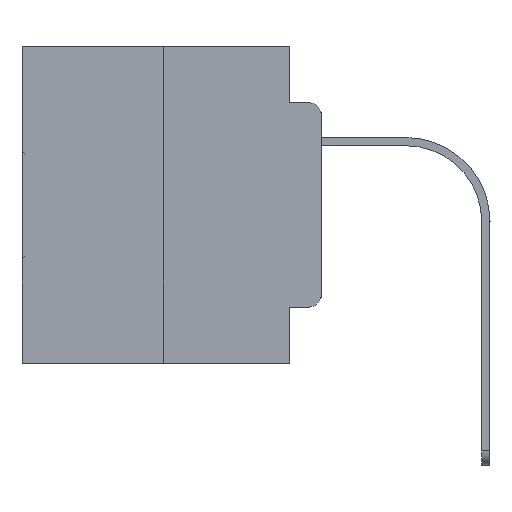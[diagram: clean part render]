
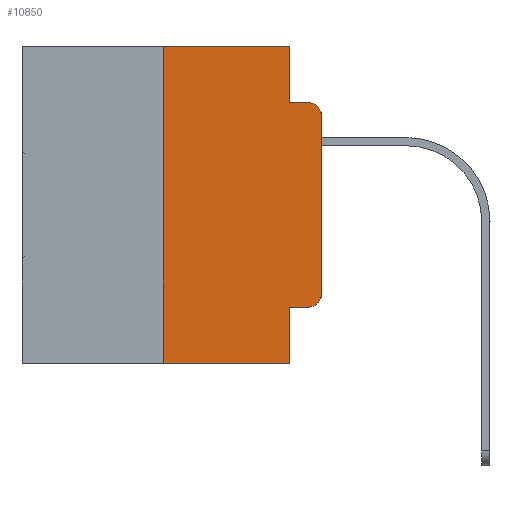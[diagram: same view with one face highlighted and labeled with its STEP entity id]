
A CAD part, left-side view. The second image highlights one B-rep face of the part: STEP entity #10850.
In plain terms, the highlighted planar face has unit normal (-1, 0, 0).
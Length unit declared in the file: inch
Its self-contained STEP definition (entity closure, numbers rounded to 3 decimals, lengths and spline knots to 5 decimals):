
#66 = EDGE_CURVE ( 'NONE', #11126, #10797, #19798, .T. ) ;
#213 = DIRECTION ( 'NONE',  ( 0., 0., 1. ) ) ;
#1168 = EDGE_CURVE ( 'NONE', #25801, #25831, #24257, .T. ) ;
#1313 = DIRECTION ( 'NONE',  ( -1., 0., 0. ) ) ;
#1704 = EDGE_LOOP ( 'NONE', ( #17939, #9698, #27726, #29372, #21349, #26881, #3804, #5523, #13578, #26541 ) ) ;
#3804 = ORIENTED_EDGE ( 'NONE', *, *, #13630, .T. ) ;
#4168 = CARTESIAN_POINT ( 'NONE',  ( 0., 0.051, 0. ) ) ;
#4287 = EDGE_CURVE ( 'NONE', #27741, #23902, #14319, .T. ) ;
#4329 = CARTESIAN_POINT ( 'NONE',  ( 0., 0.051, -0.4115 ) ) ;
#4491 = VERTEX_POINT ( 'NONE', #8531 ) ;
#5523 = ORIENTED_EDGE ( 'NONE', *, *, #4287, .F. ) ;
#6015 = VECTOR ( 'NONE', #26006, 39.37008 ) ;
#6186 = VECTOR ( 'NONE', #14830, 39.37008 ) ;
#7338 = CARTESIAN_POINT ( 'NONE',  ( 0., 0.473, 0. ) ) ;
#7540 = DIRECTION ( 'NONE',  ( 0., -1., 0. ) ) ;
#8101 = EDGE_CURVE ( 'NONE', #4491, #11126, #13647, .T. ) ;
#8531 = CARTESIAN_POINT ( 'NONE',  ( 0., 0.051, 0. ) ) ;
#9238 = VERTEX_POINT ( 'NONE', #28106 ) ;
#9297 = CARTESIAN_POINT ( 'NONE',  ( 0., 0.051, -0.5 ) ) ;
#9698 = ORIENTED_EDGE ( 'NONE', *, *, #17588, .T. ) ;
#9976 = EDGE_CURVE ( 'NONE', #21836, #25801, #29208, .T. ) ;
#10262 = VERTEX_POINT ( 'NONE', #22744 ) ;
#10752 = CARTESIAN_POINT ( 'NONE',  ( 0., 0., -0.1085 ) ) ;
#10797 = VERTEX_POINT ( 'NONE', #24510 ) ;
#10850 = ADVANCED_FACE ( 'NONE', ( #11498 ), #13719, .F. ) ;
#11126 = VERTEX_POINT ( 'NONE', #13107 ) ;
#11141 = VECTOR ( 'NONE', #15451, 39.37008 ) ;
#11296 = EDGE_CURVE ( 'NONE', #10262, #9238, #27595, .T. ) ;
#11327 = DIRECTION ( 'NONE',  ( 0., 0., 1. ) ) ;
#11498 = FACE_OUTER_BOUND ( 'NONE', #1704, .T. ) ;
#11728 = DIRECTION ( 'NONE',  ( -1., 0., 0. ) ) ;
#12856 = CARTESIAN_POINT ( 'NONE',  ( 0., 0.473, -0.5 ) ) ;
#12871 = VECTOR ( 'NONE', #28561, 39.37008 ) ;
#12900 = LINE ( 'NONE', #17089, #6186 ) ;
#13107 = CARTESIAN_POINT ( 'NONE',  ( 0., 0.051, -0.0885 ) ) ;
#13262 = VECTOR ( 'NONE', #7540, 39.37008 ) ;
#13304 = AXIS2_PLACEMENT_3D ( 'NONE', #17676, #1313, #14993 ) ;
#13578 = ORIENTED_EDGE ( 'NONE', *, *, #16697, .T. ) ;
#13630 = EDGE_CURVE ( 'NONE', #10262, #23902, #17334, .T. ) ;
#13647 = LINE ( 'NONE', #4168, #11141 ) ;
#13680 = CARTESIAN_POINT ( 'NONE',  ( 0., 0.25, 0. ) ) ;
#13719 = PLANE ( 'NONE',  #20242 ) ;
#14319 = LINE ( 'NONE', #28230, #6015 ) ;
#14830 = DIRECTION ( 'NONE',  ( 0., -1., 0. ) ) ;
#14993 = DIRECTION ( 'NONE',  ( 0., 0., -1. ) ) ;
#15305 = DIRECTION ( 'NONE',  ( 0., -1., 0. ) ) ;
#15451 = DIRECTION ( 'NONE',  ( 0., 0., -1. ) ) ;
#16697 = EDGE_CURVE ( 'NONE', #27741, #21836, #18844, .T. ) ;
#17089 = CARTESIAN_POINT ( 'NONE',  ( 0., 0.473, 0. ) ) ;
#17334 = LINE ( 'NONE', #12856, #12871 ) ;
#17588 = EDGE_CURVE ( 'NONE', #25831, #10797, #21893, .T. ) ;
#17676 = CARTESIAN_POINT ( 'NONE',  ( 0., 0.02, -0.1085 ) ) ;
#17939 = ORIENTED_EDGE ( 'NONE', *, *, #1168, .T. ) ;
#18813 = VECTOR ( 'NONE', #15305, 39.37008 ) ;
#18844 = LINE ( 'NONE', #27987, #13262 ) ;
#19798 = LINE ( 'NONE', #28931, #18813 ) ;
#20242 = AXIS2_PLACEMENT_3D ( 'NONE', #7338, #25543, #27771 ) ;
#20891 = CARTESIAN_POINT ( 'NONE',  ( 0., 0., -0.3915 ) ) ;
#21349 = ORIENTED_EDGE ( 'NONE', *, *, #21918, .F. ) ;
#21555 = CARTESIAN_POINT ( 'NONE',  ( 0., 0.02, -0.4115 ) ) ;
#21836 = VERTEX_POINT ( 'NONE', #21555 ) ;
#21893 = CIRCLE ( 'NONE', #13304, 0.02 ) ;
#21918 = EDGE_CURVE ( 'NONE', #9238, #4491, #12900, .T. ) ;
#22744 = CARTESIAN_POINT ( 'NONE',  ( 0., 0.25, -0.5 ) ) ;
#23902 = VERTEX_POINT ( 'NONE', #9297 ) ;
#24132 = VECTOR ( 'NONE', #11327, 39.37008 ) ;
#24257 = LINE ( 'NONE', #25142, #26863 ) ;
#24510 = CARTESIAN_POINT ( 'NONE',  ( 0., 0.02, -0.0885 ) ) ;
#25142 = CARTESIAN_POINT ( 'NONE',  ( 0., 0., 0. ) ) ;
#25543 = DIRECTION ( 'NONE',  ( 1., 0., 0. ) ) ;
#25619 = DIRECTION ( 'NONE',  ( 0., 0., -1. ) ) ;
#25801 = VERTEX_POINT ( 'NONE', #20891 ) ;
#25831 = VERTEX_POINT ( 'NONE', #10752 ) ;
#26006 = DIRECTION ( 'NONE',  ( 0., 0., -1. ) ) ;
#26541 = ORIENTED_EDGE ( 'NONE', *, *, #9976, .T. ) ;
#26863 = VECTOR ( 'NONE', #213, 39.37008 ) ;
#26881 = ORIENTED_EDGE ( 'NONE', *, *, #11296, .F. ) ;
#27595 = LINE ( 'NONE', #13680, #24132 ) ;
#27703 = CARTESIAN_POINT ( 'NONE',  ( 0., 0.02, -0.3915 ) ) ;
#27726 = ORIENTED_EDGE ( 'NONE', *, *, #66, .F. ) ;
#27741 = VERTEX_POINT ( 'NONE', #4329 ) ;
#27771 = DIRECTION ( 'NONE',  ( 0., 0., -1. ) ) ;
#27772 = AXIS2_PLACEMENT_3D ( 'NONE', #27703, #11728, #25619 ) ;
#27987 = CARTESIAN_POINT ( 'NONE',  ( 0., 0.051, -0.4115 ) ) ;
#28106 = CARTESIAN_POINT ( 'NONE',  ( 0., 0.25, 0. ) ) ;
#28230 = CARTESIAN_POINT ( 'NONE',  ( 0., 0.051, 0. ) ) ;
#28561 = DIRECTION ( 'NONE',  ( 0., -1., 0. ) ) ;
#28931 = CARTESIAN_POINT ( 'NONE',  ( 0., 0.051, -0.0885 ) ) ;
#29208 = CIRCLE ( 'NONE', #27772, 0.02 ) ;
#29372 = ORIENTED_EDGE ( 'NONE', *, *, #8101, .F. ) ;
